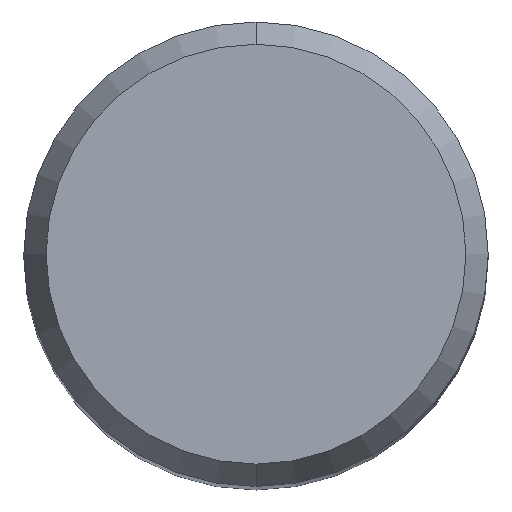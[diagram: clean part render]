
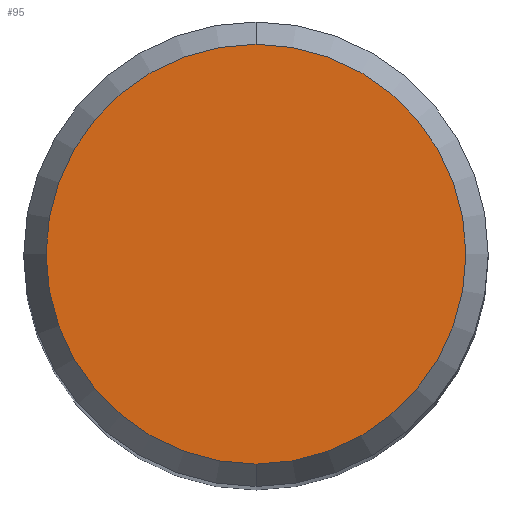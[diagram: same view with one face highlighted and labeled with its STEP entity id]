
A CAD part, top view. The second image highlights one B-rep face of the part: STEP entity #95.
In plain terms, the highlighted planar face has unit normal (0, 0, 1).
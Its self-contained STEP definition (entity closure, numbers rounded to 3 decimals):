
#93=VERTEX_POINT('',#222);
#95=ADVANCED_FACE('',(#224),#225,.T.);
#125=EDGE_CURVE('',#173,#93,#258,.T.);
#139=EDGE_CURVE('',#93,#173,#274,.T.);
#173=VERTEX_POINT('',#311);
#222=CARTESIAN_POINT('',(0.,-4.304,0.01));
#224=FACE_OUTER_BOUND('',#357,.T.);
#225=PLANE('',#358);
#258=CIRCLE('',#402,4.304);
#274=CIRCLE('',#426,4.304);
#311=CARTESIAN_POINT('',(0.0,4.304,0.01));
#357=EDGE_LOOP('',(#518,#519));
#358=AXIS2_PLACEMENT_3D('',#520,#521,#522);
#402=AXIS2_PLACEMENT_3D('',#562,#563,#564);
#426=AXIS2_PLACEMENT_3D('',#587,#588,#589);
#518=ORIENTED_EDGE('',*,*,#125,.F.);
#519=ORIENTED_EDGE('',*,*,#139,.F.);
#520=CARTESIAN_POINT('',(0.0,2.152,0.01));
#521=DIRECTION('',(-0.0,0.0,1.0));
#522=DIRECTION('',(0.0,-1.0,0.0));
#562=CARTESIAN_POINT('',(0.0,0.0,0.01));
#563=DIRECTION('',(0.0,0.0,-1.0));
#564=DIRECTION('',(0.0,1.0,0.0));
#587=CARTESIAN_POINT('',(0.0,0.0,0.01));
#588=DIRECTION('',(0.0,0.0,-1.0));
#589=DIRECTION('',(0.0,1.0,0.0));
